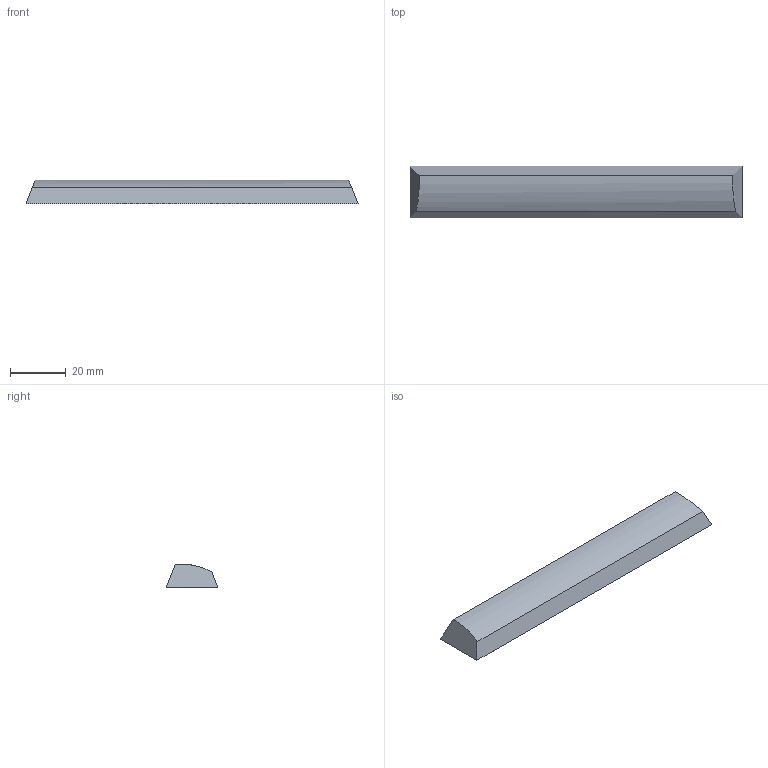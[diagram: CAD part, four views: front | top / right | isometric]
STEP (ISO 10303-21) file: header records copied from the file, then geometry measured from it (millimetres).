
FILE_DESCRIPTION(('FreeCAD Model'),'2;1');
FILE_NAME('Open CASCADE Shape Model','2023-04-27T14:27:51',('Author'),( ''),'Open CASCADE STEP processor 7.5','FreeCAD','Unknown');
FILE_SCHEMA(('AUTOMOTIVE_DESIGN { 1 0 10303 214 1 1 1 1 }'));
Length unit declared in the file: millimetre
Products named in the file (1): union005
Bounding box: 118.91 x 18.6 x 8.56 mm (x, y, z)
Volume: 6578.9 mm3; surface area: 7158.5 mm2
Topology: 4 solids, 4 shells, 117 faces, 304 edges, 200 vertices
Faces by surface type: plane 113, cylinder 3, bspline 1
Full cylindrical faces by diameter (mm): 5.5 x3
Entity records: 7664 total; most frequent: CARTESIAN_POINT 1659, DIRECTION 1018, LINE 766, VECTOR 766, ORIENTED_EDGE 608, PCURVE 608, DEFINITIONAL_REPRESENTATION 608, EDGE_CURVE 304
